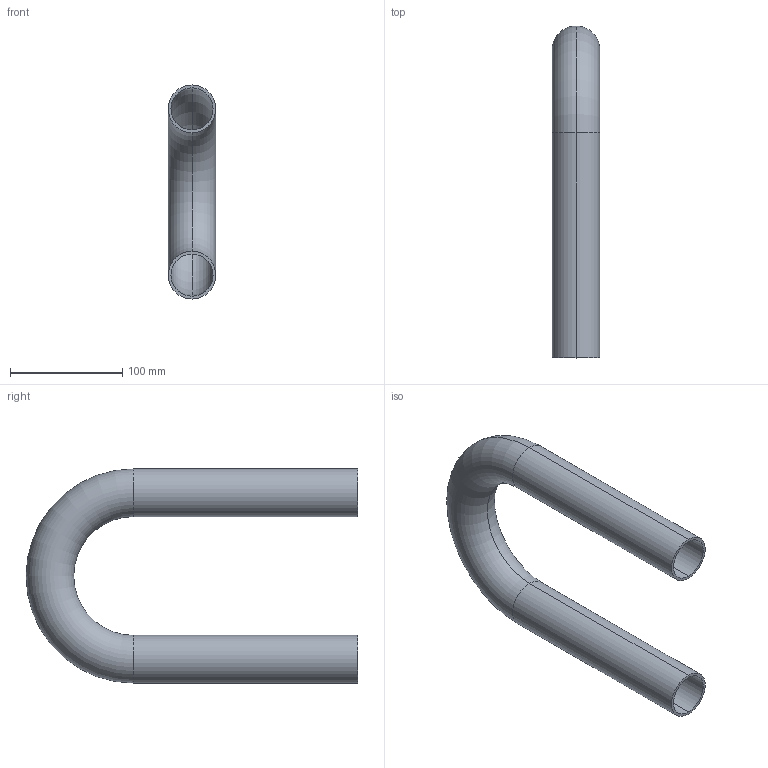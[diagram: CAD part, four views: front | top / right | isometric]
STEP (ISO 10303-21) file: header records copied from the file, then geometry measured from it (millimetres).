
FILE_DESCRIPTION (( 'STEP AP203' ), '1' );
FILE_NAME ('55140-U074.STEP', '2016-12-06T09:27:08', ( '' ), ( '' ), 'SwSTEP 2.0', 'SolidWorks 2015', '' );
FILE_SCHEMA (( 'CONFIG_CONTROL_DESIGN' ));
Length unit declared in the file: millimetre
Products named in the file (1): 55140-U074
Bounding box: 42.4 x 295.2 x 190.4 mm (x, y, z)
Volume: 198201.4 mm3; surface area: 159198.3 mm2
Topology: 1 solids, 1 shells, 242 faces, 637 edges, 422 vertices
Faces by surface type: plane 116, bspline 89, cylinder 33, torus 4
Entity records: 11274 total; most frequent: CARTESIAN_POINT 5777, ORIENTED_EDGE 1274, DIRECTION 863, EDGE_CURVE 637, VERTEX_POINT 422, LINE 311, VECTOR 311, AXIS2_PLACEMENT_3D 276
